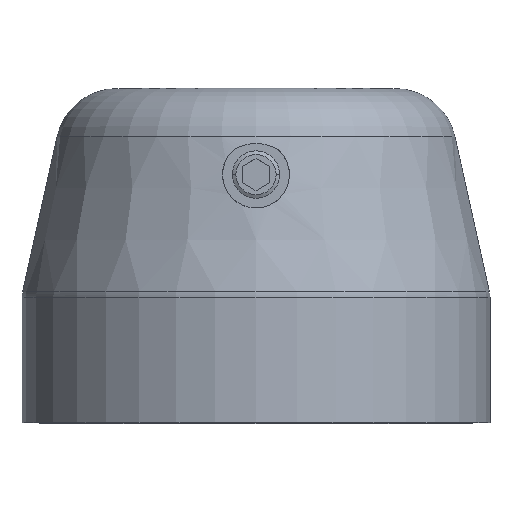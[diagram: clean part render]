
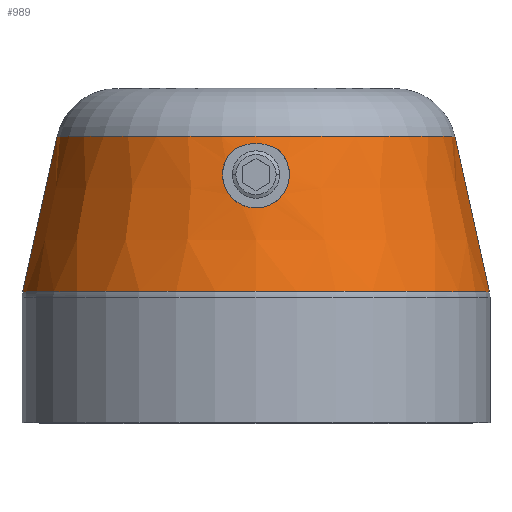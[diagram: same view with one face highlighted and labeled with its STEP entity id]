
A CAD part, top view. The second image highlights one B-rep face of the part: STEP entity #989.
In plain terms, the highlighted conical face has half-angle 12.5 degrees and reference radius 38.795 mm.
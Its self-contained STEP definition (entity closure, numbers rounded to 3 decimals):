
#395=CARTESIAN_POINT('',(0.,-8.619,0.));
#396=DIRECTION('',(0.,1.,0.));
#397=DIRECTION('',(-1.,0.,0.));
#398=AXIS2_PLACEMENT_3D('',#395,#396,#397);
#403=DIRECTION('',(0.216,-0.976,0.));
#404=VECTOR('',#403,28.522);
#405=CARTESIAN_POINT('',(35.708,-8.619,
0.));
#406=LINE('',#405,#404);
#410=CARTESIAN_POINT('',(0.,-36.465,0.));
#411=DIRECTION('',(0.,-1.,0.));
#412=DIRECTION('',(1.,0.,0.));
#413=AXIS2_PLACEMENT_3D('',#410,#411,#412);
#418=DIRECTION('',(-0.216,-0.976,0.));
#419=VECTOR('',#418,28.522);
#420=CARTESIAN_POINT('',(-35.708,-8.619,
0.));
#421=LINE('',#420,#419);
#425=CARTESIAN_POINT('',(-3.744,-10.812,36.));
#426=CARTESIAN_POINT('',(-3.22,-10.567,36.));
#427=CARTESIAN_POINT('',(-2.186,-10.188,36.));
#428=CARTESIAN_POINT('',(-0.719,-9.925,36.));
#429=CARTESIAN_POINT('',(0.719,-9.925,36.));
#430=CARTESIAN_POINT('',(2.185,-10.188,36.));
#431=CARTESIAN_POINT('',(3.219,-10.567,36.));
#432=CARTESIAN_POINT('',(3.744,-10.812,36.));
#586=CARTESIAN_POINT('',(3.744,-10.812,36.));
#587=CARTESIAN_POINT('',(4.091,-11.089,36.026));
#588=CARTESIAN_POINT('',(4.719,-11.717,36.091));
#589=CARTESIAN_POINT('',(5.422,-12.823,36.238));
#590=CARTESIAN_POINT('',(5.873,-14.056,36.443));
#591=CARTESIAN_POINT('',(6.049,-15.379,36.712));
#592=CARTESIAN_POINT('',(5.923,-16.749,37.04));
#593=CARTESIAN_POINT('',(5.476,-18.084,37.41));
#594=CARTESIAN_POINT('',(4.73,-19.28,37.78));
#595=CARTESIAN_POINT('',(3.74,-20.259,38.111));
#596=CARTESIAN_POINT('',(2.577,-20.974,38.367));
#597=CARTESIAN_POINT('',(1.311,-21.405,38.528));
#598=CARTESIAN_POINT('',(-0.002,-21.548,
38.582));
#599=CARTESIAN_POINT('',(-1.315,-21.404,38.527));
#600=CARTESIAN_POINT('',(-2.581,-20.972,38.367));
#601=CARTESIAN_POINT('',(-3.743,-20.256,38.11));
#602=CARTESIAN_POINT('',(-4.733,-19.276,37.779));
#603=CARTESIAN_POINT('',(-5.478,-18.08,37.408));
#604=CARTESIAN_POINT('',(-5.924,-16.744,37.039));
#605=CARTESIAN_POINT('',(-6.049,-15.373,36.71));
#606=CARTESIAN_POINT('',(-5.872,-14.052,36.443));
#607=CARTESIAN_POINT('',(-5.421,-12.82,36.238));
#608=CARTESIAN_POINT('',(-4.718,-11.716,36.091));
#609=CARTESIAN_POINT('',(-4.091,-11.088,36.026));
#610=CARTESIAN_POINT('',(-3.744,-10.812,36.));
#673=CARTESIAN_POINT('',(35.708,-8.619,0.));
#674=CARTESIAN_POINT('',(-35.708,-8.619,0.));
#675=VERTEX_POINT('',#673);
#676=VERTEX_POINT('',#674);
#677=CARTESIAN_POINT('',(41.881,-36.465,
0.));
#678=VERTEX_POINT('',#677);
#679=CARTESIAN_POINT('',(-41.881,-36.465,
0.));
#680=VERTEX_POINT('',#679);
#701=VERTEX_POINT('',#586);
#702=VERTEX_POINT('',#610);
#969=CARTESIAN_POINT('',(0.,-22.542,0.));
#970=DIRECTION('',(0.,-1.,0.));
#971=DIRECTION('',(-1.,0.,0.));
#972=AXIS2_PLACEMENT_3D('',#969,#970,#971);
#973=CONICAL_SURFACE('',#972,38.795,12.5);
#975=ORIENTED_EDGE('',*,*,#974,.T.);
#977=ORIENTED_EDGE('',*,*,#976,.T.);
#978=ORIENTED_EDGE('',*,*,#951,.T.);
#980=ORIENTED_EDGE('',*,*,#979,.F.);
#981=EDGE_LOOP('',(#975,#977,#978,#980));
#982=FACE_OUTER_BOUND('',#981,.F.);
#984=ORIENTED_EDGE('',*,*,#983,.F.);
#986=ORIENTED_EDGE('',*,*,#985,.F.);
#987=EDGE_LOOP('',(#984,#986));
#988=FACE_BOUND('',#987,.F.);
#989=ADVANCED_FACE('',(#982,#988),#973,.T.);
#399=CIRCLE('',#398,35.708);
#414=CIRCLE('',#413,41.881);
#433=B_SPLINE_CURVE_WITH_KNOTS('',3,(#425,#426,#427,#428,#429,#430,#431,#432),
.UNSPECIFIED.,.F.,.F.,(4,1,1,1,1,4),(0.,0.2,0.4,0.6,0.8,1.),
.UNSPECIFIED.);
#611=B_SPLINE_CURVE_WITH_KNOTS('',3,(#586,#587,#588,#589,#590,#591,#592,#593,
#594,#595,#596,#597,#598,#599,#600,#601,#602,#603,#604,#605,#606,#607,#608,#609,
#610),.UNSPECIFIED.,.F.,.F.,(4,1,1,1,1,1,1,1,1,1,1,1,1,1,1,1,1,1,1,1,1,1,4),(
0.,0.045,0.091,0.136,0.182,
0.227,0.273,0.318,0.364,
0.409,0.455,0.5,0.545,0.591,
0.636,0.682,0.727,0.773,
0.818,0.864,0.909,0.955,1.),
.UNSPECIFIED.);
#951=EDGE_CURVE('',#678,#680,#414,.T.);
#974=EDGE_CURVE('',#676,#675,#399,.T.);
#976=EDGE_CURVE('',#675,#678,#406,.T.);
#979=EDGE_CURVE('',#676,#680,#421,.T.);
#983=EDGE_CURVE('',#701,#702,#611,.T.);
#985=EDGE_CURVE('',#702,#701,#433,.T.);
